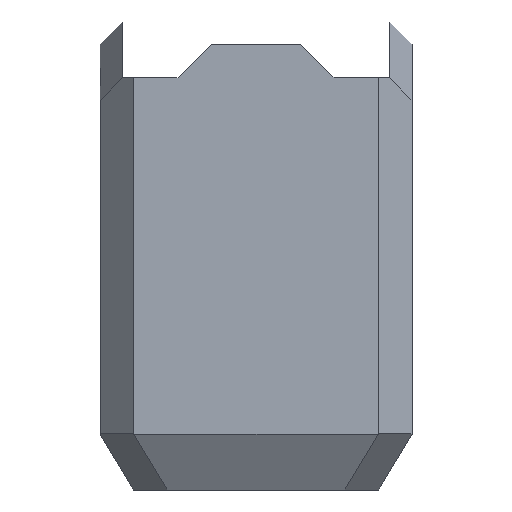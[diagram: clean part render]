
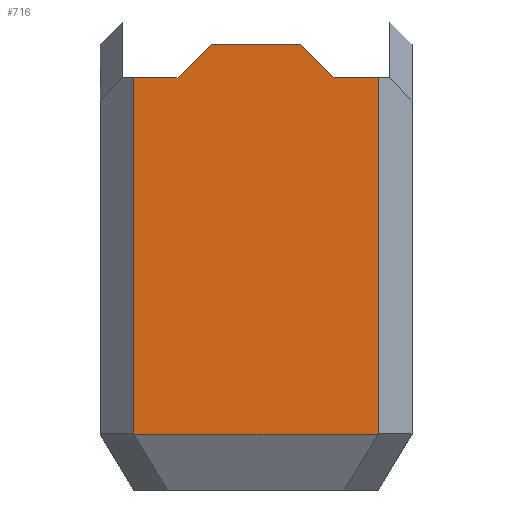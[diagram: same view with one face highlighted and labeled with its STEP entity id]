
A CAD part, front view. The second image highlights one B-rep face of the part: STEP entity #716.
In plain terms, the highlighted planar face has unit normal (0, -1, 0).
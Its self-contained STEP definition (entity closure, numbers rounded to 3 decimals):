
#1=DIRECTION('',(-0.707,0.,-0.707));
#2=VECTOR('',#1,4.243);
#3=CARTESIAN_POINT('',(8.,-9.,3.));
#4=LINE('',#3,#2);
#5=DIRECTION('',(1.,0.,0.));
#6=VECTOR('',#5,8.);
#7=CARTESIAN_POINT('',(8.,-9.,3.));
#8=LINE('',#7,#6);
#9=DIRECTION('',(-0.707,0.,0.707));
#10=VECTOR('',#9,4.243);
#11=CARTESIAN_POINT('',(19.,-9.,0.));
#12=LINE('',#11,#10);
#13=DIRECTION('',(1.,0.,0.));
#14=VECTOR('',#13,4.);
#15=CARTESIAN_POINT('',(19.,-9.,0.));
#16=LINE('',#15,#14);
#17=DIRECTION('',(0.,0.,-1.));
#18=VECTOR('',#17,31.97);
#19=CARTESIAN_POINT('',(23.,-9.,0.));
#20=LINE('',#19,#18);
#21=DIRECTION('',(0.768,0.,0.64));
#22=VECTOR('',#21,0.047);
#23=CARTESIAN_POINT('',(22.964,-9.,-32.));
#24=LINE('',#23,#22);
#25=DIRECTION('',(1.,0.,0.));
#26=VECTOR('',#25,21.927);
#27=CARTESIAN_POINT('',(1.036,-9.,-32.));
#28=LINE('',#27,#26);
#29=DIRECTION('',(0.768,0.,-0.64));
#30=VECTOR('',#29,0.047);
#31=CARTESIAN_POINT('',(1.,-9.,-31.97));
#32=LINE('',#31,#30);
#33=DIRECTION('',(0.,0.,1.));
#34=VECTOR('',#33,31.97);
#35=CARTESIAN_POINT('',(1.,-9.,-31.97));
#36=LINE('',#35,#34);
#37=DIRECTION('',(1.,0.,0.));
#38=VECTOR('',#37,4.);
#39=CARTESIAN_POINT('',(1.,-9.,0.));
#40=LINE('',#39,#38);
#579=CARTESIAN_POINT('',(22.964,-9.,-32.));
#580=VERTEX_POINT('',#579);
#581=CARTESIAN_POINT('',(23.,-9.,-31.97));
#582=VERTEX_POINT('',#581);
#591=CARTESIAN_POINT('',(1.,-9.,-31.97));
#592=CARTESIAN_POINT('',(1.036,-9.,-32.));
#593=VERTEX_POINT('',#591);
#594=VERTEX_POINT('',#592);
#599=CARTESIAN_POINT('',(8.,-9.,3.));
#600=CARTESIAN_POINT('',(5.,-9.,0.));
#601=VERTEX_POINT('',#599);
#602=VERTEX_POINT('',#600);
#605=CARTESIAN_POINT('',(19.,-9.,0.));
#606=CARTESIAN_POINT('',(16.,-9.,3.));
#607=VERTEX_POINT('',#605);
#608=VERTEX_POINT('',#606);
#621=CARTESIAN_POINT('',(1.,-9.,0.));
#622=VERTEX_POINT('',#621);
#633=CARTESIAN_POINT('',(23.,-9.,0.));
#634=VERTEX_POINT('',#633);
#689=CARTESIAN_POINT('',(0.,-9.,0.));
#690=DIRECTION('',(0.,1.,0.));
#691=DIRECTION('',(1.,0.,0.));
#692=AXIS2_PLACEMENT_3D('',#689,#690,#691);
#693=PLANE('',#692);
#695=ORIENTED_EDGE('',*,*,#694,.F.);
#697=ORIENTED_EDGE('',*,*,#696,.T.);
#699=ORIENTED_EDGE('',*,*,#698,.F.);
#701=ORIENTED_EDGE('',*,*,#700,.T.);
#703=ORIENTED_EDGE('',*,*,#702,.T.);
#705=ORIENTED_EDGE('',*,*,#704,.F.);
#707=ORIENTED_EDGE('',*,*,#706,.F.);
#709=ORIENTED_EDGE('',*,*,#708,.F.);
#711=ORIENTED_EDGE('',*,*,#710,.T.);
#713=ORIENTED_EDGE('',*,*,#712,.T.);
#714=EDGE_LOOP('',(#695,#697,#699,#701,#703,#705,#707,#709,#711,#713));
#715=FACE_OUTER_BOUND('',#714,.F.);
#716=ADVANCED_FACE('',(#715),#693,.F.);
#694=EDGE_CURVE('',#601,#602,#4,.T.);
#696=EDGE_CURVE('',#601,#608,#8,.T.);
#698=EDGE_CURVE('',#607,#608,#12,.T.);
#700=EDGE_CURVE('',#607,#634,#16,.T.);
#702=EDGE_CURVE('',#634,#582,#20,.T.);
#704=EDGE_CURVE('',#580,#582,#24,.T.);
#706=EDGE_CURVE('',#594,#580,#28,.T.);
#708=EDGE_CURVE('',#593,#594,#32,.T.);
#710=EDGE_CURVE('',#593,#622,#36,.T.);
#712=EDGE_CURVE('',#622,#602,#40,.T.);
